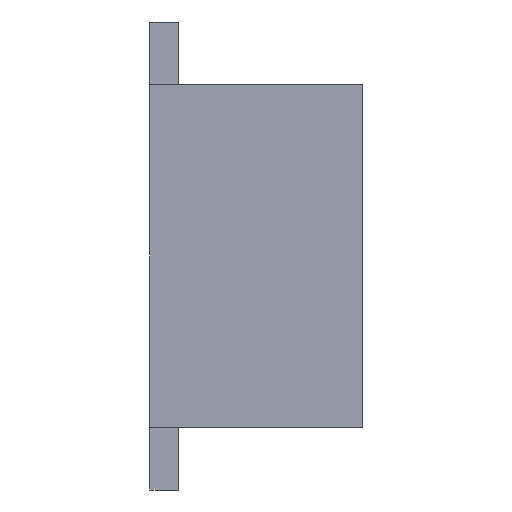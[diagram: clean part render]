
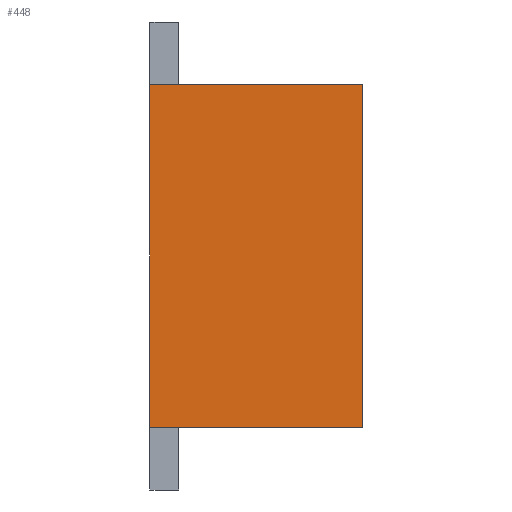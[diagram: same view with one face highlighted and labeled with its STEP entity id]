
A CAD part, left-side view. The second image highlights one B-rep face of the part: STEP entity #448.
In plain terms, the highlighted planar face has unit normal (-1, 0, 0).
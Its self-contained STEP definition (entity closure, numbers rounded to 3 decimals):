
#42=FACE_OUTER_BOUND('',#68,.T.);
#68=EDGE_LOOP('',(#315,#316,#317,#318));
#102=LINE('',#652,#154);
#109=LINE('',#667,#161);
#110=LINE('',#670,#162);
#111=LINE('',#671,#163);
#154=VECTOR('',#528,10.);
#161=VECTOR('',#539,10.);
#162=VECTOR('',#542,10.);
#163=VECTOR('',#543,10.);
#203=VERTEX_POINT('',#645);
#206=VERTEX_POINT('',#650);
#212=VERTEX_POINT('',#664);
#213=VERTEX_POINT('',#669);
#246=EDGE_CURVE('',#206,#203,#102,.T.);
#253=EDGE_CURVE('',#212,#203,#109,.T.);
#254=EDGE_CURVE('',#212,#213,#110,.T.);
#255=EDGE_CURVE('',#213,#206,#111,.T.);
#315=ORIENTED_EDGE('',*,*,#254,.F.);
#316=ORIENTED_EDGE('',*,*,#253,.T.);
#317=ORIENTED_EDGE('',*,*,#246,.F.);
#318=ORIENTED_EDGE('',*,*,#255,.F.);
#426=PLANE('',#490);
#448=ADVANCED_FACE('',(#42),#426,.T.);
#490=AXIS2_PLACEMENT_3D('',#668,#540,#541);
#528=DIRECTION('',(0.,0.,1.));
#539=DIRECTION('',(0.,1.,0.));
#540=DIRECTION('center_axis',(-1.,0.,0.));
#541=DIRECTION('ref_axis',(0.,0.,1.));
#542=DIRECTION('',(0.,0.,-1.));
#543=DIRECTION('',(0.,1.,0.));
#645=CARTESIAN_POINT('',(-69.25,22.,17.75));
#650=CARTESIAN_POINT('',(-69.25,22.,-17.75));
#652=CARTESIAN_POINT('',(-69.25,22.,17.75));
#664=CARTESIAN_POINT('',(-69.25,0.,17.75));
#667=CARTESIAN_POINT('',(-69.25,0.,17.75));
#668=CARTESIAN_POINT('Origin',(-69.25,0.,-17.75));
#669=CARTESIAN_POINT('',(-69.25,0.,-17.75));
#670=CARTESIAN_POINT('',(-69.25,0.,-15.75));
#671=CARTESIAN_POINT('',(-69.25,0.,-17.75));
